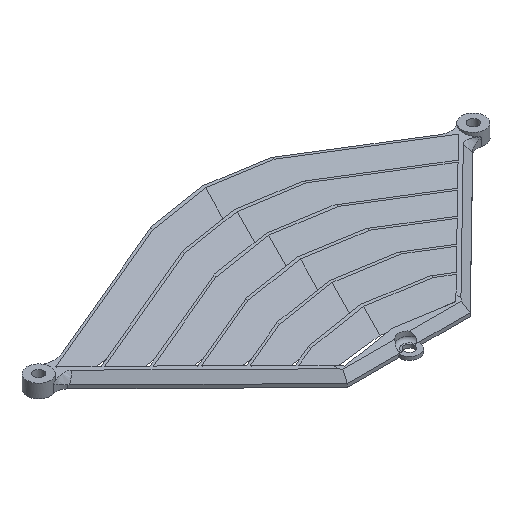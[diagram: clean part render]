
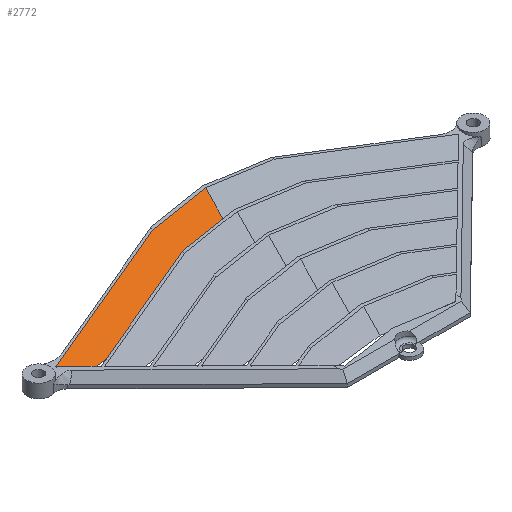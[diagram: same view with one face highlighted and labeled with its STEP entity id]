
A CAD part, isometric view. The second image highlights one B-rep face of the part: STEP entity #2772.
In plain terms, the highlighted planar face has unit normal (0.086, -0.713, 0.696).
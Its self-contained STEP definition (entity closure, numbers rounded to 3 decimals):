
#85=LINE('',#3743,#433);
#174=LINE('',#4203,#522);
#322=LINE('',#4489,#670);
#399=LINE('',#4646,#747);
#404=LINE('',#4655,#752);
#405=LINE('',#4658,#753);
#406=LINE('',#4659,#754);
#433=VECTOR('',#3007,10.);
#522=VECTOR('',#3194,10.);
#670=VECTOR('',#3416,10.);
#747=VECTOR('',#3601,10.);
#752=VECTOR('',#3612,10.);
#753=VECTOR('',#3615,10.);
#754=VECTOR('',#3616,10.);
#869=PLANE('',#2948);
#1002=FACE_OUTER_BOUND('',#1147,.T.);
#1147=EDGE_LOOP('',(#2619,#2620,#2621,#2622,#2623,#2624,#2625));
#1219=VERTEX_POINT('',#3740);
#1220=VERTEX_POINT('',#3742);
#1315=VERTEX_POINT('',#4200);
#1316=VERTEX_POINT('',#4202);
#1417=VERTEX_POINT('',#4488);
#1443=VERTEX_POINT('',#4645);
#1445=VERTEX_POINT('',#4657);
#1484=EDGE_CURVE('',#1219,#1220,#85,.T.);
#1610=EDGE_CURVE('',#1315,#1316,#174,.T.);
#1758=EDGE_CURVE('',#1316,#1417,#322,.T.);
#1835=EDGE_CURVE('',#1220,#1443,#399,.T.);
#1840=EDGE_CURVE('',#1219,#1417,#404,.T.);
#1841=EDGE_CURVE('',#1445,#1315,#405,.T.);
#1842=EDGE_CURVE('',#1443,#1445,#406,.T.);
#2619=ORIENTED_EDGE('',*,*,#1841,.F.);
#2620=ORIENTED_EDGE('',*,*,#1842,.F.);
#2621=ORIENTED_EDGE('',*,*,#1835,.F.);
#2622=ORIENTED_EDGE('',*,*,#1484,.F.);
#2623=ORIENTED_EDGE('',*,*,#1840,.T.);
#2624=ORIENTED_EDGE('',*,*,#1758,.F.);
#2625=ORIENTED_EDGE('',*,*,#1610,.F.);
#2772=ADVANCED_FACE('',(#1002),#869,.F.);
#2948=AXIS2_PLACEMENT_3D('',#4656,#3613,#3614);
#3007=DIRECTION('',(-0.993,-0.119,0.));
#3194=DIRECTION('',(0.94,0.289,0.181));
#3416=DIRECTION('',(0.99,0.139,0.021));
#3601=DIRECTION('',(-0.555,0.545,0.628));
#3612=DIRECTION('',(0.,0.698,0.716));
#3613=DIRECTION('center_axis',(-0.086,0.713,-0.695));
#3614=DIRECTION('ref_axis',(0.94,0.289,0.181));
#3615=DIRECTION('',(-0.555,0.545,0.628));
#3616=DIRECTION('',(0.94,0.289,0.181));
#3740=CARTESIAN_POINT('',(0.,-27.262,3.));
#3742=CARTESIAN_POINT('',(-58.197,-34.259,3.));
#3743=CARTESIAN_POINT('',(-18.419,-29.477,3.));
#4200=CARTESIAN_POINT('',(-59.497,-30.88,6.627));
#4202=CARTESIAN_POINT('',(-18.023,-18.119,14.603));
#4203=CARTESIAN_POINT('',(-34.381,-23.152,11.457));
#4488=CARTESIAN_POINT('',(0.,-15.582,14.982));
#4489=CARTESIAN_POINT('',(-20.051,-18.404,14.56));
#4645=CARTESIAN_POINT('',(-59.772,-32.712,4.781));
#4646=CARTESIAN_POINT('',(-46.635,-45.616,-10.076));
#4655=CARTESIAN_POINT('',(0.,-33.339,-3.234));
#4656=CARTESIAN_POINT('Origin',(-36.254,-21.51,13.372));
#4657=CARTESIAN_POINT('',(-58.142,-32.211,5.095));
#4658=CARTESIAN_POINT('',(-57.892,-32.456,4.812));
#4659=CARTESIAN_POINT('',(-33.601,-24.66,9.814));
